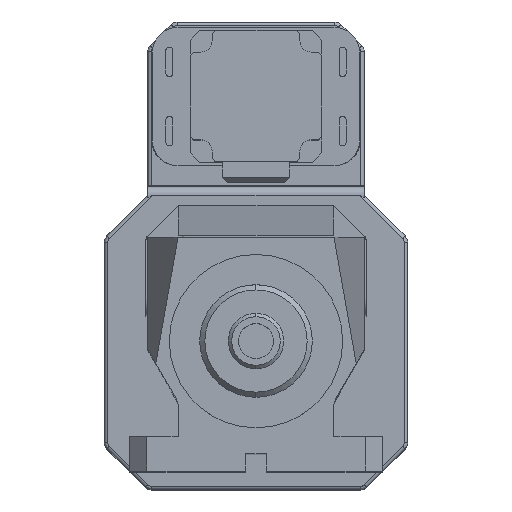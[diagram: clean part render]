
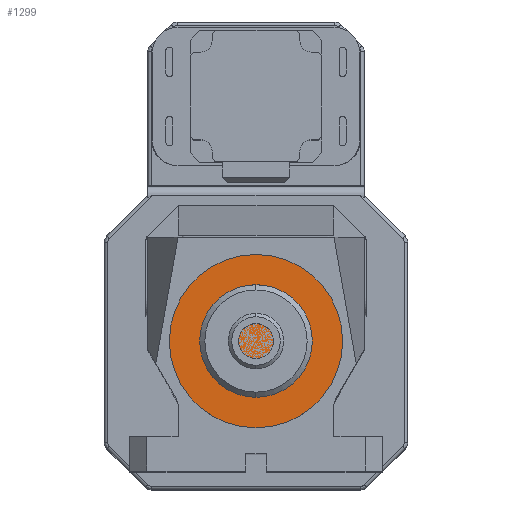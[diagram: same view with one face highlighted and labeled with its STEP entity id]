
A CAD part, top view. The second image highlights one B-rep face of the part: STEP entity #1299.
In plain terms, the highlighted planar face has unit normal (0, 0, 1).
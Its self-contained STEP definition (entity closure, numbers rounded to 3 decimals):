
#1250 = EDGE_CURVE ( 'NONE', #1255, #1251, #7332, .T. ) ;
#1251 = VERTEX_POINT ( 'NONE', #7327 ) ;
#1255 = VERTEX_POINT ( 'NONE', #7320 ) ;
#1292 = EDGE_CURVE ( 'NONE', #1251, #1255, #7382, .T. ) ;
#1299 = ADVANCED_FACE ( 'NONE', ( #7366 ), #7429, .T. ) ;
#1300 = EDGE_LOOP ( 'NONE', ( #1301, #1302 ) ) ;
#1301 = ORIENTED_EDGE ( 'NONE', *, *, #1250, .F. ) ;
#1302 = ORIENTED_EDGE ( 'NONE', *, *, #1292, .F. ) ;
#7320 = CARTESIAN_POINT ( 'NONE',  ( -50., 0., 442. ) ) ;
#7327 = CARTESIAN_POINT ( 'NONE',  ( 50., 0., 442. ) ) ;
#7328 = DIRECTION ( 'NONE',  ( -1., 0., 0. ) ) ;
#7329 = DIRECTION ( 'NONE',  ( 0., 0., -1. ) ) ;
#7330 = CARTESIAN_POINT ( 'NONE',  ( 0., 0., 442. ) ) ;
#7331 = AXIS2_PLACEMENT_3D ( 'NONE', #7330, #7329, #7328 ) ;
#7332 = CIRCLE ( 'NONE', #7331, 50. ) ;
#7366 = FACE_OUTER_BOUND ( 'NONE', #1300, .T. ) ;
#7378 = DIRECTION ( 'NONE',  ( -1., 0., 0. ) ) ;
#7379 = DIRECTION ( 'NONE',  ( 0., 0., -1. ) ) ;
#7380 = CARTESIAN_POINT ( 'NONE',  ( 0., 0., 442. ) ) ;
#7381 = AXIS2_PLACEMENT_3D ( 'NONE', #7380, #7379, #7378 ) ;
#7382 = CIRCLE ( 'NONE', #7381, 50. ) ;
#7425 = DIRECTION ( 'NONE',  ( 1., 0., 0. ) ) ;
#7426 = DIRECTION ( 'NONE',  ( 0., 0., 1. ) ) ;
#7427 = CARTESIAN_POINT ( 'NONE',  ( 0., 0., 442. ) ) ;
#7428 = AXIS2_PLACEMENT_3D ( 'NONE', #7427, #7426, #7425 ) ;
#7429 = PLANE ( 'NONE',  #7428 ) ;
